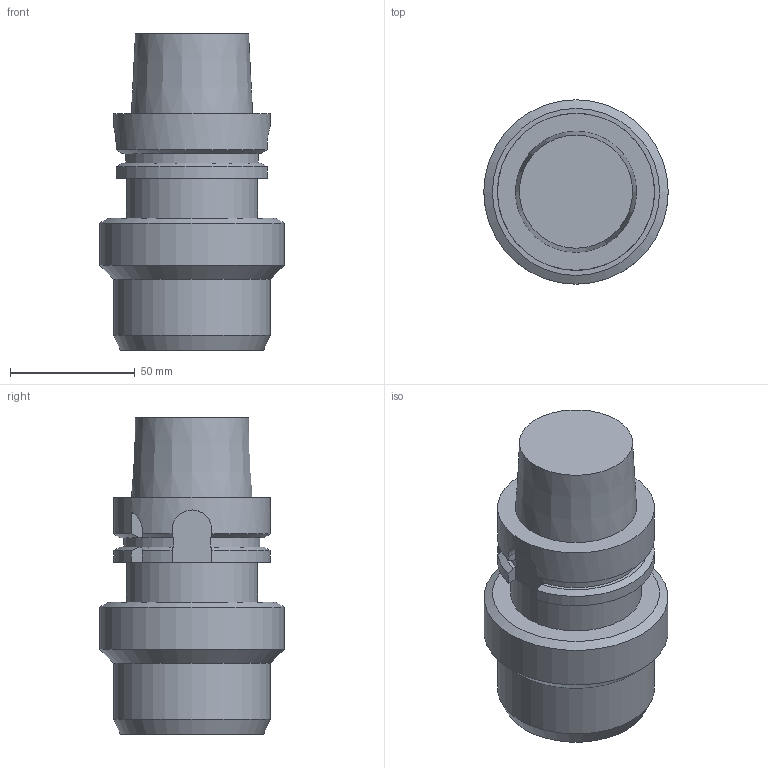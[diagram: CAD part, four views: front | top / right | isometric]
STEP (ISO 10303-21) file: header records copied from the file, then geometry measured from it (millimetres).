
FILE_DESCRIPTION((''),'1');
FILE_NAME('HSK-A63-HDC31-95.stp','2022-09-28T07:17:00',(''),(''),'Spatial Interop R21 SP3','Kubotek KeyCreator 2011 V10.0.2 (22737)',' ');
FILE_SCHEMA(('automotive_design'));
Length unit declared in the file: millimetre
Products named in the file (1): 240[2]
Bounding box: 74 x 74 x 127 mm (x, y, z)
Volume: 300667.6 mm3; surface area: 40358 mm2
Topology: 1 solids, 1 shells, 51 faces, 128 edges, 84 vertices
Faces by surface type: plane 26, cylinder 15, cone 10
Full cylindrical faces by diameter (mm): 31 x1, 31.5 x1, 52.6 x1, 63 x2, 74 x1
Entity records: 2759 total; most frequent: CARTESIAN_POINT 360, DIRECTION 244, ORIENTED_EDGE 234, PRESENTATION_STYLE_ASSIGNMENT 221, COLOUR_RGB 221, STYLED_ITEM 169, CURVE_STYLE 169, DRAUGHTING_PRE_DEFINED_CURVE_FONT 169
